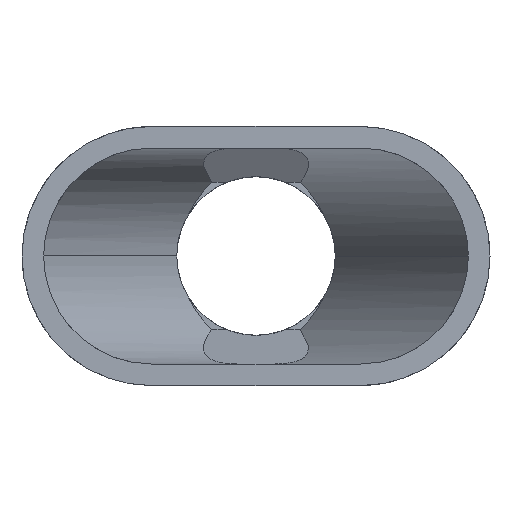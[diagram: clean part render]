
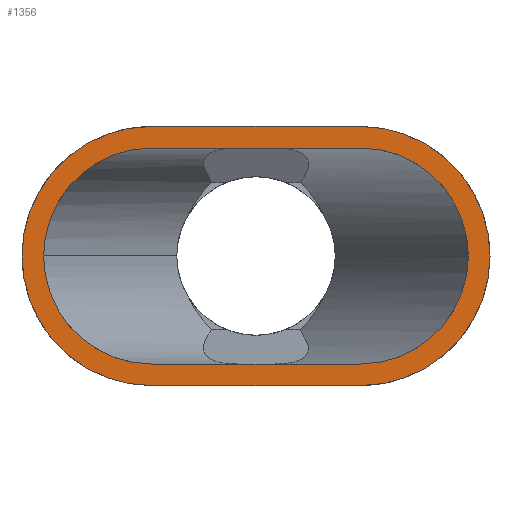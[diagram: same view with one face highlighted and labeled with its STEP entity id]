
A CAD part, front view. The second image highlights one B-rep face of the part: STEP entity #1356.
In plain terms, the highlighted planar face has unit normal (0, -1, 0).
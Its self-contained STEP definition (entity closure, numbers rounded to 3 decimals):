
#50 = VERTEX_POINT ( 'NONE', #440 ) ;
#76 = EDGE_CURVE ( 'NONE', #650, #1374, #599, .T. ) ;
#102 = DIRECTION ( 'NONE',  ( 0., 0., 1. ) ) ;
#110 = CARTESIAN_POINT ( 'NONE',  ( 1.45, -8., -1.5 ) ) ;
#119 = VECTOR ( 'NONE', #788, 1000. ) ;
#139 = VERTEX_POINT ( 'NONE', #445 ) ;
#140 = VERTEX_POINT ( 'NONE', #567 ) ;
#168 = CIRCLE ( 'NONE', #690, 1.5 ) ;
#185 = ORIENTED_EDGE ( 'NONE', *, *, #741, .F. ) ;
#190 = DIRECTION ( 'NONE',  ( 0., 0., 1. ) ) ;
#218 = DIRECTION ( 'NONE',  ( 0., 1., 0. ) ) ;
#225 = EDGE_CURVE ( 'NONE', #1417, #1717, #1366, .T. ) ;
#234 = CARTESIAN_POINT ( 'NONE',  ( 0., -8., 0. ) ) ;
#238 = DIRECTION ( 'NONE',  ( 0., 0., 1. ) ) ;
#239 = DIRECTION ( 'NONE',  ( 0., 0., 1. ) ) ;
#255 = CARTESIAN_POINT ( 'NONE',  ( 0., -8., -1.5 ) ) ;
#268 = DIRECTION ( 'NONE',  ( -1., 0., 0. ) ) ;
#281 = ORIENTED_EDGE ( 'NONE', *, *, #1239, .F. ) ;
#288 = FACE_BOUND ( 'NONE', #1321, .T. ) ;
#357 = ORIENTED_EDGE ( 'NONE', *, *, #708, .T. ) ;
#366 = CARTESIAN_POINT ( 'NONE',  ( -1.45, -8., 0. ) ) ;
#381 = LINE ( 'NONE', #255, #119 ) ;
#402 = AXIS2_PLACEMENT_3D ( 'NONE', #366, #1311, #239 ) ;
#409 = CARTESIAN_POINT ( 'NONE',  ( 3.25, -8., 1.8 ) ) ;
#431 = CARTESIAN_POINT ( 'NONE',  ( -1.45, -8., 0. ) ) ;
#435 = LINE ( 'NONE', #1601, #1541 ) ;
#440 = CARTESIAN_POINT ( 'NONE',  ( -1.45, -8., -1.5 ) ) ;
#442 = EDGE_CURVE ( 'NONE', #140, #1374, #878, .T. ) ;
#445 = CARTESIAN_POINT ( 'NONE',  ( -1.45, -8., -1.8 ) ) ;
#447 = CARTESIAN_POINT ( 'NONE',  ( -1.45, -8., 0. ) ) ;
#567 = CARTESIAN_POINT ( 'NONE',  ( -1.45, -8., 1.8 ) ) ;
#589 = CARTESIAN_POINT ( 'NONE',  ( 1.45, -8., 0. ) ) ;
#595 = CARTESIAN_POINT ( 'NONE',  ( 1.45, -8., -1.8 ) ) ;
#599 = CIRCLE ( 'NONE', #1543, 1.8 ) ;
#617 = DIRECTION ( 'NONE',  ( 0., -1., 0. ) ) ;
#630 = VERTEX_POINT ( 'NONE', #595 ) ;
#636 = DIRECTION ( 'NONE',  ( 0., 0., 1. ) ) ;
#650 = VERTEX_POINT ( 'NONE', #1272 ) ;
#651 = DIRECTION ( 'NONE',  ( 0., -1., 0. ) ) ;
#676 = FACE_OUTER_BOUND ( 'NONE', #1456, .T. ) ;
#690 = AXIS2_PLACEMENT_3D ( 'NONE', #810, #651, #939 ) ;
#697 = ORIENTED_EDGE ( 'NONE', *, *, #761, .T. ) ;
#708 = EDGE_CURVE ( 'NONE', #742, #50, #381, .T. ) ;
#729 = DIRECTION ( 'NONE',  ( 0., -1., 0. ) ) ;
#741 = EDGE_CURVE ( 'NONE', #742, #1049, #1246, .T. ) ;
#742 = VERTEX_POINT ( 'NONE', #110 ) ;
#761 = EDGE_CURVE ( 'NONE', #630, #650, #1021, .T. ) ;
#788 = DIRECTION ( 'NONE',  ( -1., 0., 0. ) ) ;
#810 = CARTESIAN_POINT ( 'NONE',  ( 1.45, -8., 0. ) ) ;
#816 = CARTESIAN_POINT ( 'NONE',  ( -3.25, -8., 0. ) ) ;
#846 = LINE ( 'NONE', #1337, #1039 ) ;
#878 = LINE ( 'NONE', #409, #1157 ) ;
#893 = CARTESIAN_POINT ( 'NONE',  ( 1.45, -8., 0. ) ) ;
#908 = CIRCLE ( 'NONE', #402, 1.8 ) ;
#919 = CARTESIAN_POINT ( 'NONE',  ( -1.45, -8., 1.5 ) ) ;
#921 = CIRCLE ( 'NONE', #1281, 1.5 ) ;
#939 = DIRECTION ( 'NONE',  ( 0., 0., 1. ) ) ;
#943 = DIRECTION ( 'NONE',  ( 1., 0., 0. ) ) ;
#969 = EDGE_CURVE ( 'NONE', #1049, #1285, #168, .T. ) ;
#1021 = CIRCLE ( 'NONE', #1419, 1.8 ) ;
#1035 = PLANE ( 'NONE',  #1554 ) ;
#1039 = VECTOR ( 'NONE', #268, 1000. ) ;
#1046 = DIRECTION ( 'NONE',  ( 1., 0., 0. ) ) ;
#1049 = VERTEX_POINT ( 'NONE', #1201 ) ;
#1082 = VERTEX_POINT ( 'NONE', #816 ) ;
#1089 = AXIS2_PLACEMENT_3D ( 'NONE', #893, #1314, #1453 ) ;
#1122 = ORIENTED_EDGE ( 'NONE', *, *, #225, .F. ) ;
#1145 = EDGE_CURVE ( 'NONE', #1082, #139, #1539, .T. ) ;
#1157 = VECTOR ( 'NONE', #943, 1000. ) ;
#1175 = CARTESIAN_POINT ( 'NONE',  ( 1.45, -8., 1.8 ) ) ;
#1191 = CARTESIAN_POINT ( 'NONE',  ( -2.95, -8., 0. ) ) ;
#1201 = CARTESIAN_POINT ( 'NONE',  ( 2.95, -8., 0. ) ) ;
#1239 = EDGE_CURVE ( 'NONE', #1717, #50, #921, .T. ) ;
#1241 = ORIENTED_EDGE ( 'NONE', *, *, #1540, .F. ) ;
#1246 = CIRCLE ( 'NONE', #1089, 1.5 ) ;
#1254 = DIRECTION ( 'NONE',  ( 0., 0., 1. ) ) ;
#1272 = CARTESIAN_POINT ( 'NONE',  ( 3.25, -8., 0. ) ) ;
#1276 = DIRECTION ( 'NONE',  ( 0., -1., 0. ) ) ;
#1281 = AXIS2_PLACEMENT_3D ( 'NONE', #447, #729, #1425 ) ;
#1285 = VERTEX_POINT ( 'NONE', #1547 ) ;
#1294 = ORIENTED_EDGE ( 'NONE', *, *, #1145, .T. ) ;
#1306 = ORIENTED_EDGE ( 'NONE', *, *, #1371, .T. ) ;
#1311 = DIRECTION ( 'NONE',  ( 0., -1., 0. ) ) ;
#1314 = DIRECTION ( 'NONE',  ( 0., -1., 0. ) ) ;
#1321 = EDGE_LOOP ( 'NONE', ( #185, #357, #281, #1122, #1440, #1437 ) ) ;
#1329 = CARTESIAN_POINT ( 'NONE',  ( -1.45, -8., 0. ) ) ;
#1337 = CARTESIAN_POINT ( 'NONE',  ( 3.25, -8., -1.8 ) ) ;
#1349 = ORIENTED_EDGE ( 'NONE', *, *, #76, .T. ) ;
#1356 = ADVANCED_FACE ( 'NONE', ( #676, #288 ), #1035, .F. ) ;
#1366 = CIRCLE ( 'NONE', #1573, 1.5 ) ;
#1371 = EDGE_CURVE ( 'NONE', #140, #1082, #908, .T. ) ;
#1374 = VERTEX_POINT ( 'NONE', #1175 ) ;
#1417 = VERTEX_POINT ( 'NONE', #919 ) ;
#1419 = AXIS2_PLACEMENT_3D ( 'NONE', #1574, #617, #238 ) ;
#1425 = DIRECTION ( 'NONE',  ( 0., 0., 1. ) ) ;
#1437 = ORIENTED_EDGE ( 'NONE', *, *, #969, .F. ) ;
#1440 = ORIENTED_EDGE ( 'NONE', *, *, #1738, .T. ) ;
#1453 = DIRECTION ( 'NONE',  ( 0., 0., 1. ) ) ;
#1456 = EDGE_LOOP ( 'NONE', ( #1241, #697, #1349, #1595, #1306, #1294 ) ) ;
#1469 = DIRECTION ( 'NONE',  ( 0., -1., 0. ) ) ;
#1539 = CIRCLE ( 'NONE', #1639, 1.8 ) ;
#1540 = EDGE_CURVE ( 'NONE', #630, #139, #846, .T. ) ;
#1541 = VECTOR ( 'NONE', #1046, 1000. ) ;
#1543 = AXIS2_PLACEMENT_3D ( 'NONE', #589, #1276, #1254 ) ;
#1547 = CARTESIAN_POINT ( 'NONE',  ( 1.45, -8., 1.5 ) ) ;
#1554 = AXIS2_PLACEMENT_3D ( 'NONE', #234, #218, #102 ) ;
#1573 = AXIS2_PLACEMENT_3D ( 'NONE', #1329, #1469, #636 ) ;
#1574 = CARTESIAN_POINT ( 'NONE',  ( 1.45, -8., 0. ) ) ;
#1595 = ORIENTED_EDGE ( 'NONE', *, *, #442, .F. ) ;
#1601 = CARTESIAN_POINT ( 'NONE',  ( 0., -8., 1.5 ) ) ;
#1639 = AXIS2_PLACEMENT_3D ( 'NONE', #431, #1663, #190 ) ;
#1663 = DIRECTION ( 'NONE',  ( 0., -1., 0. ) ) ;
#1717 = VERTEX_POINT ( 'NONE', #1191 ) ;
#1738 = EDGE_CURVE ( 'NONE', #1417, #1285, #435, .T. ) ;
